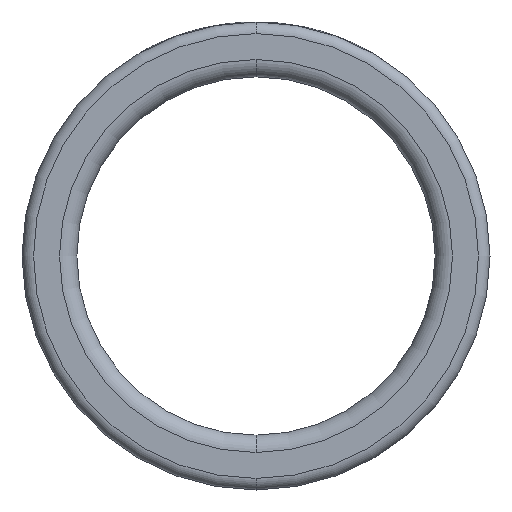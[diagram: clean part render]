
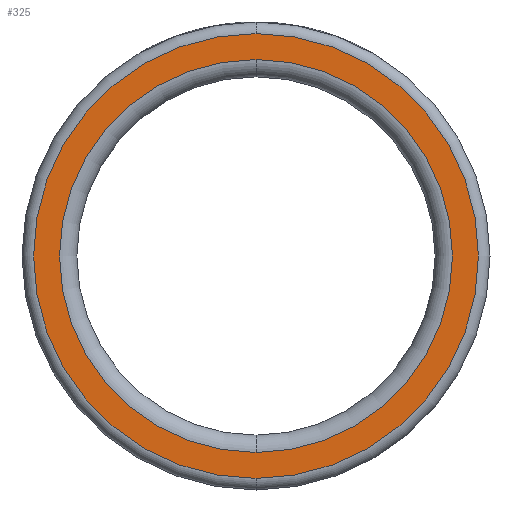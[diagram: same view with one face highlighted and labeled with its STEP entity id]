
A CAD part, front view. The second image highlights one B-rep face of the part: STEP entity #325.
In plain terms, the highlighted planar face has unit normal (0, -1, 0).
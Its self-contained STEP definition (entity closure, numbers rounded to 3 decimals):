
#35 = DIRECTION ( 'NONE',  ( 0., -1., 0. ) ) ;
#118 = CIRCLE ( 'NONE', #711, 34. ) ;
#318 = EDGE_CURVE ( 'NONE', #1125, #426, #118, .T. ) ;
#325 = ADVANCED_FACE ( 'NONE', ( #1204, #2342 ), #2655, .T. ) ;
#394 = ORIENTED_EDGE ( 'NONE', *, *, #1373, .F. ) ;
#415 = DIRECTION ( 'NONE',  ( 0., 0., -1. ) ) ;
#426 = VERTEX_POINT ( 'NONE', #1594 ) ;
#691 = DIRECTION ( 'NONE',  ( 0., 0., -1. ) ) ;
#711 = AXIS2_PLACEMENT_3D ( 'NONE', #1583, #1561, #1767 ) ;
#720 = VERTEX_POINT ( 'NONE', #1911 ) ;
#760 = DIRECTION ( 'NONE',  ( 0., 0., -1. ) ) ;
#790 = VERTEX_POINT ( 'NONE', #1192 ) ;
#852 = CIRCLE ( 'NONE', #1704, 38.5 ) ;
#917 = EDGE_CURVE ( 'NONE', #790, #720, #2106, .T. ) ;
#961 = ORIENTED_EDGE ( 'NONE', *, *, #917, .T. ) ;
#1056 = CIRCLE ( 'NONE', #2416, 34. ) ;
#1125 = VERTEX_POINT ( 'NONE', #1546 ) ;
#1184 = DIRECTION ( 'NONE',  ( 0., -1., 0. ) ) ;
#1192 = CARTESIAN_POINT ( 'NONE',  ( 0., -85., 38.5 ) ) ;
#1204 = FACE_OUTER_BOUND ( 'NONE', #2210, .T. ) ;
#1373 = EDGE_CURVE ( 'NONE', #426, #1125, #1056, .T. ) ;
#1404 = ORIENTED_EDGE ( 'NONE', *, *, #1918, .T. ) ;
#1546 = CARTESIAN_POINT ( 'NONE',  ( 0., -85., -34. ) ) ;
#1547 = CARTESIAN_POINT ( 'NONE',  ( 34., -85., 0. ) ) ;
#1561 = DIRECTION ( 'NONE',  ( 0., -1., 0. ) ) ;
#1583 = CARTESIAN_POINT ( 'NONE',  ( 0., -85., 0. ) ) ;
#1594 = CARTESIAN_POINT ( 'NONE',  ( 0., -85., 34. ) ) ;
#1647 = AXIS2_PLACEMENT_3D ( 'NONE', #1547, #35, #691 ) ;
#1704 = AXIS2_PLACEMENT_3D ( 'NONE', #2542, #1706, #1869 ) ;
#1706 = DIRECTION ( 'NONE',  ( 0., -1., 0. ) ) ;
#1709 = CARTESIAN_POINT ( 'NONE',  ( 0., -85., 0. ) ) ;
#1767 = DIRECTION ( 'NONE',  ( 0., 0., -1. ) ) ;
#1785 = AXIS2_PLACEMENT_3D ( 'NONE', #2464, #1184, #760 ) ;
#1869 = DIRECTION ( 'NONE',  ( 0., 0., -1. ) ) ;
#1911 = CARTESIAN_POINT ( 'NONE',  ( 0., -85., -38.5 ) ) ;
#1918 = EDGE_CURVE ( 'NONE', #720, #790, #852, .T. ) ;
#2106 = CIRCLE ( 'NONE', #1785, 38.5 ) ;
#2210 = EDGE_LOOP ( 'NONE', ( #1404, #961 ) ) ;
#2342 = FACE_BOUND ( 'NONE', #2538, .T. ) ;
#2416 = AXIS2_PLACEMENT_3D ( 'NONE', #1709, #2562, #415 ) ;
#2464 = CARTESIAN_POINT ( 'NONE',  ( 0., -85., 0. ) ) ;
#2538 = EDGE_LOOP ( 'NONE', ( #2732, #394 ) ) ;
#2542 = CARTESIAN_POINT ( 'NONE',  ( 0., -85., 0. ) ) ;
#2562 = DIRECTION ( 'NONE',  ( 0., -1., 0. ) ) ;
#2655 = PLANE ( 'NONE',  #1647 ) ;
#2732 = ORIENTED_EDGE ( 'NONE', *, *, #318, .F. ) ;
